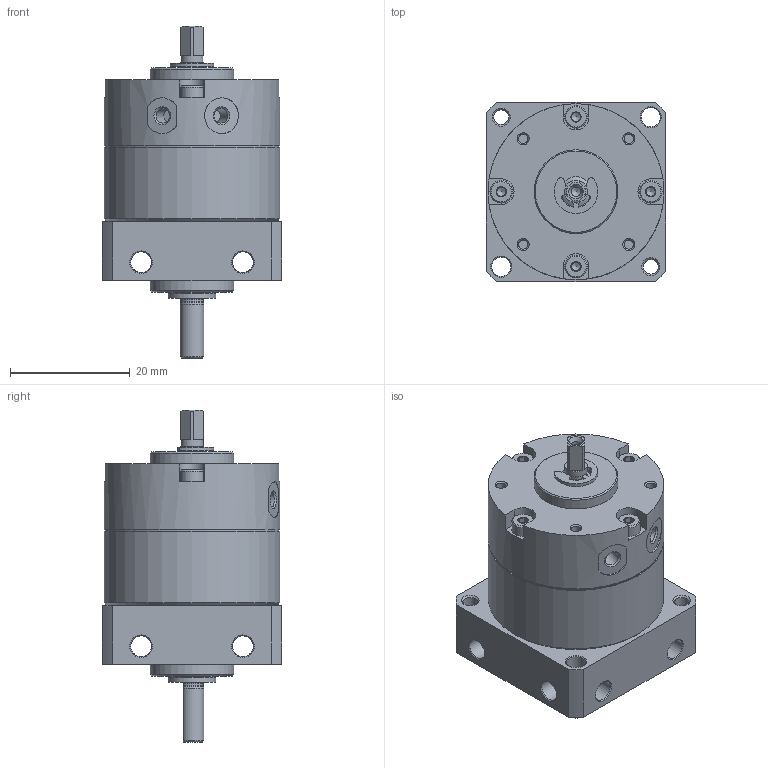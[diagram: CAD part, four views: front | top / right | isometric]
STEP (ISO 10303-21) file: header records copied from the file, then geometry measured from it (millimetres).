
FILE_DESCRIPTION(/* description */ ('STEP AP214'),/* implementation_level */ '2;1');
FILE_NAME(/* name */ '1564894_DSM-T-6-90-P',/* time_stamp */ '2024-08-21T19:49:45+02:00',/* author */ ('License CC BY-ND 4.0'),/* organization */ ('CADENAS'),/* preprocessor_version */ 'ST-DEVELOPER v19.3',/* originating_system */ 'PARTsolutions',/* authorisation */ ' ');
FILE_SCHEMA (('AUTOMOTIVE_DESIGN {1 0 10303 214 3 1 1}'));
Length unit declared in the file: millimetre
Products named in the file (3): 1564894 DSM-T-6-90-P---(90); 1564894 DSM-T-6-90-P---(90_RZ); 1564894 DSM-T-6-90-P---(K)
Assembly tree (2 placements, depth 2):
  1564894 DSM-T-6-90-P---(90)
    1564894 DSM-T-6-90-P---(90_RZ)
    1564894 DSM-T-6-90-P---(K)
Bounding box: 30 x 30 x 55.5 mm (x, y, z)
Volume: 22857.9 mm3; surface area: 9827.9 mm2
Topology: 2 solids, 2 shells, 266 faces, 612 edges, 362 vertices
Faces by surface type: plane 126, cone 73, cylinder 65, torus 2
Full cylindrical faces by diameter (mm): 1.567 x5, 2.459 x4, 3.2 x3, 3.5 x12, 3.8 x6, 5 x2, 8 x1, 14 x2, 29.2 x1, 29.4 x2
Entity records: 7160 total; most frequent: CARTESIAN_POINT 1315, DIRECTION 1268, ORIENTED_EDGE 1044, EDGE_CURVE 522, AXIS2_PLACEMENT_3D 521, FACE_BOUND 390, EDGE_LOOP 385, VERTEX_POINT 354
